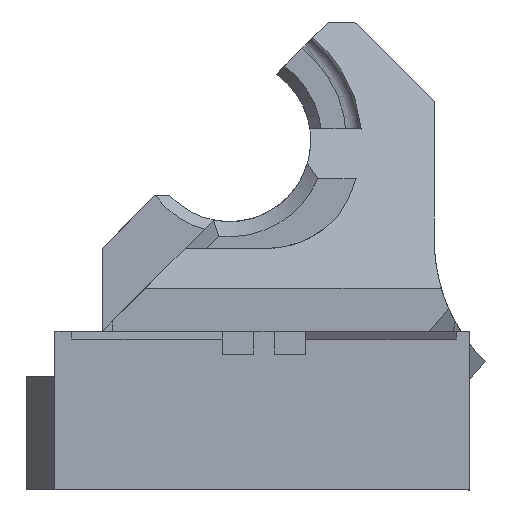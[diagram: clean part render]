
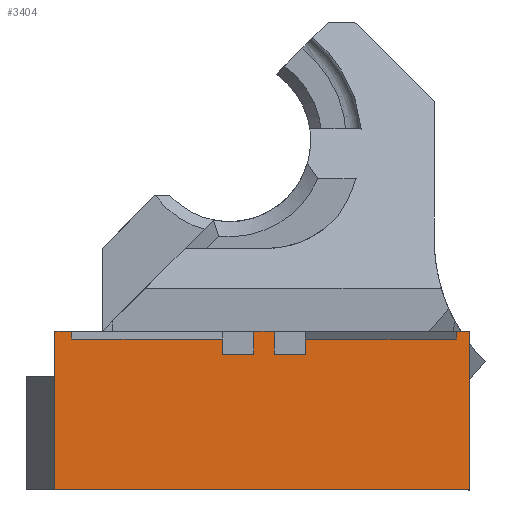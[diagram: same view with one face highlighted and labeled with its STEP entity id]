
A CAD part, left-side view. The second image highlights one B-rep face of the part: STEP entity #3404.
In plain terms, the highlighted planar face has unit normal (-1, 0, 0).
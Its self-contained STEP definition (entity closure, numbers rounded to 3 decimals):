
#234=FACE_OUTER_BOUND('',#420,.T.);
#420=EDGE_LOOP('',(#2274,#2275,#2276,#2277,#2278,#2279,#2280,#2281,#2282,
#2283,#2284,#2285,#2286,#2287,#2288,#2289));
#609=LINE('',#4864,#990);
#612=LINE('',#4872,#993);
#635=LINE('',#4916,#1016);
#641=LINE('',#4928,#1022);
#648=LINE('',#4944,#1029);
#649=LINE('',#4945,#1030);
#650=LINE('',#4947,#1031);
#651=LINE('',#4949,#1032);
#652=LINE('',#4951,#1033);
#653=LINE('',#4952,#1034);
#654=LINE('',#4954,#1035);
#655=LINE('',#4955,#1036);
#656=LINE('',#4957,#1037);
#657=LINE('',#4959,#1038);
#658=LINE('',#4960,#1039);
#659=LINE('',#4961,#1040);
#990=VECTOR('',#3896,1000.);
#993=VECTOR('',#3901,1000.);
#1016=VECTOR('',#3930,1000.);
#1022=VECTOR('',#3940,1000.);
#1029=VECTOR('',#3949,1000.);
#1030=VECTOR('',#3950,1000.);
#1031=VECTOR('',#3951,1000.);
#1032=VECTOR('',#3952,1000.);
#1033=VECTOR('',#3953,1000.);
#1034=VECTOR('',#3954,1000.);
#1035=VECTOR('',#3955,1000.);
#1036=VECTOR('',#3956,1000.);
#1037=VECTOR('',#3957,1000.);
#1038=VECTOR('',#3958,1000.);
#1039=VECTOR('',#3959,1000.);
#1040=VECTOR('',#3960,1000.);
#1370=VERTEX_POINT('',#4860);
#1371=VERTEX_POINT('',#4862);
#1374=VERTEX_POINT('',#4869);
#1375=VERTEX_POINT('',#4871);
#1392=VERTEX_POINT('',#4912);
#1393=VERTEX_POINT('',#4914);
#1395=VERTEX_POINT('',#4922);
#1397=VERTEX_POINT('',#4926);
#1404=VERTEX_POINT('',#4942);
#1405=VERTEX_POINT('',#4943);
#1406=VERTEX_POINT('',#4946);
#1407=VERTEX_POINT('',#4948);
#1408=VERTEX_POINT('',#4950);
#1409=VERTEX_POINT('',#4953);
#1410=VERTEX_POINT('',#4956);
#1411=VERTEX_POINT('',#4958);
#1709=EDGE_CURVE('',#1370,#1371,#609,.T.);
#1712=EDGE_CURVE('',#1375,#1374,#612,.T.);
#1735=EDGE_CURVE('',#1392,#1393,#635,.T.);
#1741=EDGE_CURVE('',#1395,#1397,#641,.T.);
#1748=EDGE_CURVE('',#1404,#1405,#648,.T.);
#1749=EDGE_CURVE('',#1405,#1370,#649,.T.);
#1750=EDGE_CURVE('',#1406,#1371,#650,.T.);
#1751=EDGE_CURVE('',#1407,#1406,#651,.T.);
#1752=EDGE_CURVE('',#1408,#1407,#652,.T.);
#1753=EDGE_CURVE('',#1395,#1408,#653,.T.);
#1754=EDGE_CURVE('',#1409,#1397,#654,.T.);
#1755=EDGE_CURVE('',#1409,#1392,#655,.T.);
#1756=EDGE_CURVE('',#1410,#1393,#656,.T.);
#1757=EDGE_CURVE('',#1410,#1411,#657,.T.);
#1758=EDGE_CURVE('',#1411,#1375,#658,.T.);
#1759=EDGE_CURVE('',#1404,#1374,#659,.T.);
#2274=ORIENTED_EDGE('',*,*,#1748,.T.);
#2275=ORIENTED_EDGE('',*,*,#1749,.T.);
#2276=ORIENTED_EDGE('',*,*,#1709,.T.);
#2277=ORIENTED_EDGE('',*,*,#1750,.F.);
#2278=ORIENTED_EDGE('',*,*,#1751,.F.);
#2279=ORIENTED_EDGE('',*,*,#1752,.F.);
#2280=ORIENTED_EDGE('',*,*,#1753,.F.);
#2281=ORIENTED_EDGE('',*,*,#1741,.T.);
#2282=ORIENTED_EDGE('',*,*,#1754,.F.);
#2283=ORIENTED_EDGE('',*,*,#1755,.T.);
#2284=ORIENTED_EDGE('',*,*,#1735,.T.);
#2285=ORIENTED_EDGE('',*,*,#1756,.F.);
#2286=ORIENTED_EDGE('',*,*,#1757,.T.);
#2287=ORIENTED_EDGE('',*,*,#1758,.T.);
#2288=ORIENTED_EDGE('',*,*,#1712,.T.);
#2289=ORIENTED_EDGE('',*,*,#1759,.F.);
#3277=PLANE('',#3605);
#3404=ADVANCED_FACE('',(#234),#3277,.F.);
#3605=AXIS2_PLACEMENT_3D('',#4941,#3947,#3948);
#3896=DIRECTION('',(0.,1.,0.));
#3901=DIRECTION('',(0.,1.,0.));
#3930=DIRECTION('',(0.,1.,0.));
#3940=DIRECTION('',(0.,0.,1.));
#3947=DIRECTION('center_axis',(1.,0.,0.));
#3948=DIRECTION('ref_axis',(0.,0.,-1.));
#3949=DIRECTION('',(0.,1.,0.));
#3950=DIRECTION('',(0.,0.,1.));
#3951=DIRECTION('',(0.,0.,-1.));
#3952=DIRECTION('',(0.,-1.,0.));
#3953=DIRECTION('',(0.,0.,1.));
#3954=DIRECTION('',(0.,1.,0.));
#3955=DIRECTION('',(0.,-1.,0.));
#3956=DIRECTION('',(0.,0.,-1.));
#3957=DIRECTION('',(0.,0.,1.));
#3958=DIRECTION('',(0.,1.,0.));
#3959=DIRECTION('',(0.,0.,1.));
#3960=DIRECTION('',(0.,0.,1.));
#4860=CARTESIAN_POINT('',(-22.55,-5.193,4.));
#4862=CARTESIAN_POINT('',(-22.55,-1.193,4.));
#4864=CARTESIAN_POINT('',(-22.55,-6.247,4.));
#4869=CARTESIAN_POINT('',(-22.55,-6.015,4.2));
#4871=CARTESIAN_POINT('',(-22.55,-6.565,4.2));
#4872=CARTESIAN_POINT('',(-22.55,-6.247,4.2));
#4912=CARTESIAN_POINT('',(-22.55,-11.388,4.));
#4914=CARTESIAN_POINT('',(-22.55,-7.388,4.));
#4916=CARTESIAN_POINT('',(-22.55,-6.247,4.));
#4922=CARTESIAN_POINT('',(-22.55,-11.747,0.));
#4926=CARTESIAN_POINT('',(-22.55,-11.747,4.2));
#4928=CARTESIAN_POINT('',(-22.55,-11.747,-0.002));
#4941=CARTESIAN_POINT('Origin',(-22.55,-6.247,-0.002));
#4942=CARTESIAN_POINT('',(-22.55,-6.015,3.6));
#4943=CARTESIAN_POINT('',(-22.55,-5.193,3.6));
#4944=CARTESIAN_POINT('',(-22.55,-6.247,3.6));
#4945=CARTESIAN_POINT('',(-22.55,-5.193,3.6));
#4946=CARTESIAN_POINT('',(-22.55,-1.193,4.2));
#4947=CARTESIAN_POINT('',(-22.55,-1.193,4.2));
#4948=CARTESIAN_POINT('',(-22.55,-0.747,4.2));
#4949=CARTESIAN_POINT('',(-22.55,-0.97,4.2));
#4950=CARTESIAN_POINT('',(-22.55,-0.747,0.));
#4951=CARTESIAN_POINT('',(-22.55,-0.747,-0.002));
#4952=CARTESIAN_POINT('',(-22.55,-6.247,0.));
#4953=CARTESIAN_POINT('',(-22.55,-11.388,4.2));
#4954=CARTESIAN_POINT('',(-22.55,-11.567,4.2));
#4955=CARTESIAN_POINT('',(-22.55,-11.388,4.2));
#4956=CARTESIAN_POINT('',(-22.55,-7.388,3.6));
#4957=CARTESIAN_POINT('',(-22.55,-7.388,3.6));
#4958=CARTESIAN_POINT('',(-22.55,-6.565,3.6));
#4959=CARTESIAN_POINT('',(-22.55,-6.247,3.6));
#4960=CARTESIAN_POINT('',(-22.55,-6.565,3.6));
#4961=CARTESIAN_POINT('',(-22.55,-6.015,3.6));
